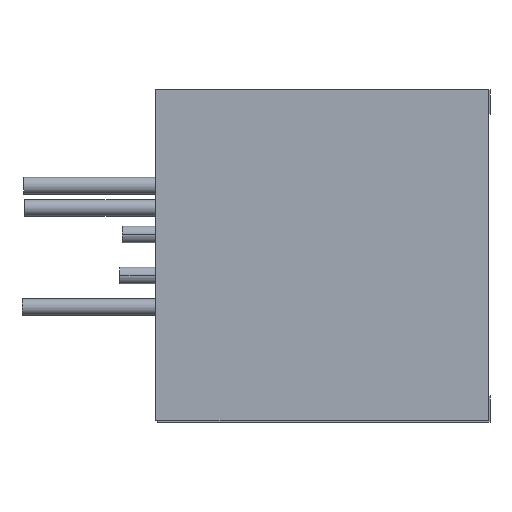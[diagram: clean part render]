
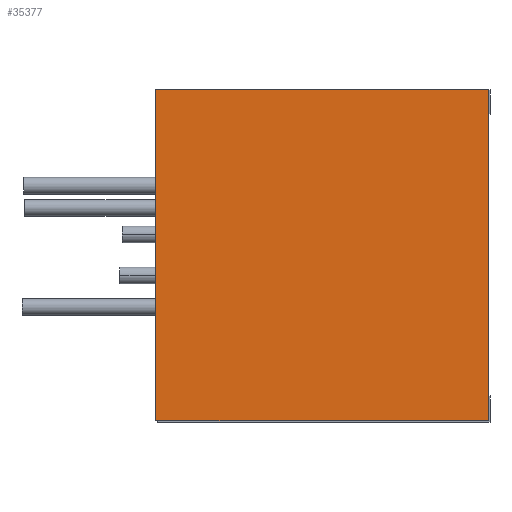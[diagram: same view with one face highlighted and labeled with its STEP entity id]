
A CAD part, front view. The second image highlights one B-rep face of the part: STEP entity #35377.
In plain terms, the highlighted face is planar.
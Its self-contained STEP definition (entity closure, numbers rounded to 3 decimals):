
#2808 = VERTEX_POINT ( 'NONE', #111154 ) ;
#7716 = AXIS2_PLACEMENT_3D ( 'NONE', #52542, #110104, #109479 ) ;
#8147 = VERTEX_POINT ( 'NONE', #50997 ) ;
#17516 = VECTOR ( 'NONE', #83514, 1000. ) ;
#17751 = CARTESIAN_POINT ( 'NONE',  ( -2., -0.01, 2. ) ) ;
#23190 = EDGE_CURVE ( 'NONE', #73145, #121058, #64961, .T. ) ;
#27225 = EDGE_CURVE ( 'NONE', #8147, #121058, #54104, .T. ) ;
#29285 = VECTOR ( 'NONE', #61856, 1000. ) ;
#32738 = ORIENTED_EDGE ( 'NONE', *, *, #67378, .F. ) ;
#33709 = PLANE ( 'NONE',  #7716 ) ;
#35377 = ADVANCED_FACE ( 'NONE', ( #80726 ), #33709, .F. ) ;
#36546 = CARTESIAN_POINT ( 'NONE',  ( -2., 86.3, 2. ) ) ;
#40741 = ORIENTED_EDGE ( 'NONE', *, *, #27225, .T. ) ;
#43648 = LINE ( 'NONE', #73707, #29285 ) ;
#45402 = EDGE_LOOP ( 'NONE', ( #40741, #70509, #32738, #60996 ) ) ;
#45506 = CARTESIAN_POINT ( 'NONE',  ( -2., -0.01, 2. ) ) ;
#46559 = DIRECTION ( 'NONE',  ( 0., -1., 0. ) ) ;
#49532 = CARTESIAN_POINT ( 'NONE',  ( -2., -0.01, -84. ) ) ;
#50997 = CARTESIAN_POINT ( 'NONE',  ( -2., 86.3, -84. ) ) ;
#52542 = CARTESIAN_POINT ( 'NONE',  ( -2., 86.3, 2. ) ) ;
#54104 = LINE ( 'NONE', #82913, #17516 ) ;
#54943 = EDGE_CURVE ( 'NONE', #8147, #2808, #43648, .T. ) ;
#60996 = ORIENTED_EDGE ( 'NONE', *, *, #54943, .F. ) ;
#61856 = DIRECTION ( 'NONE',  ( 0., 0., 1. ) ) ;
#64733 = VECTOR ( 'NONE', #93689, 1000. ) ;
#64961 = LINE ( 'NONE', #45506, #64733 ) ;
#67378 = EDGE_CURVE ( 'NONE', #2808, #73145, #94727, .T. ) ;
#70509 = ORIENTED_EDGE ( 'NONE', *, *, #23190, .F. ) ;
#73145 = VERTEX_POINT ( 'NONE', #17751 ) ;
#73707 = CARTESIAN_POINT ( 'NONE',  ( -2., 86.3, 2. ) ) ;
#80726 = FACE_OUTER_BOUND ( 'NONE', #45402, .T. ) ;
#82913 = CARTESIAN_POINT ( 'NONE',  ( -2., 86.3, -84. ) ) ;
#83514 = DIRECTION ( 'NONE',  ( 0., -1., 0. ) ) ;
#93689 = DIRECTION ( 'NONE',  ( 0., 0., -1. ) ) ;
#94727 = LINE ( 'NONE', #36546, #102954 ) ;
#102954 = VECTOR ( 'NONE', #46559, 1000. ) ;
#109479 = DIRECTION ( 'NONE',  ( 0., 0., -1. ) ) ;
#110104 = DIRECTION ( 'NONE',  ( 1., 0., 0. ) ) ;
#111154 = CARTESIAN_POINT ( 'NONE',  ( -2., 86.3, 2. ) ) ;
#121058 = VERTEX_POINT ( 'NONE', #49532 ) ;
